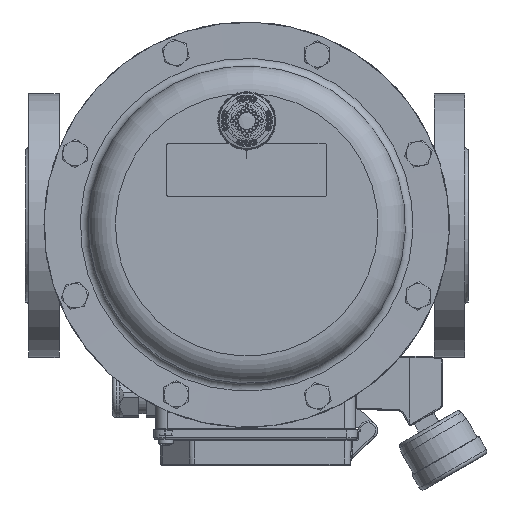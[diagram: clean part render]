
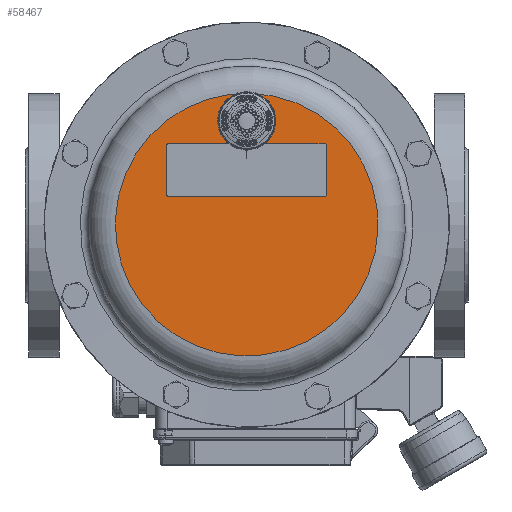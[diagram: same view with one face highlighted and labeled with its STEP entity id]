
A CAD part, top view. The second image highlights one B-rep face of the part: STEP entity #58467.
In plain terms, the highlighted planar face has unit normal (0, 0, 1).
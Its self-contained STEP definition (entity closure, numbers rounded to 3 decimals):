
#5148=LINE('',#99652,#8516);
#5152=LINE('',#99661,#8520);
#5155=LINE('',#99669,#8523);
#5158=LINE('',#99677,#8526);
#8516=VECTOR('',#70832,1000.);
#8520=VECTOR('',#70842,1000.);
#8523=VECTOR('',#70851,1000.);
#8526=VECTOR('',#70860,1000.);
#11370=FACE_BOUND('',#15976,.T.);
#11371=FACE_BOUND('',#15977,.T.);
#12495=FACE_OUTER_BOUND('',#15975,.T.);
#15975=EDGE_LOOP('',(#40619));
#15976=EDGE_LOOP('',(#40620,#40621,#40622,#40623,#40624,#40625,#40626,#40627));
#15977=EDGE_LOOP('',(#40628,#40629));
#19182=CIRCLE('',#61920,10.35);
#19254=CIRCLE('',#62020,69.65);
#19527=CIRCLE('',#62647,1.);
#19528=CIRCLE('',#62650,1.);
#19529=CIRCLE('',#62653,1.);
#19530=CIRCLE('',#62656,1.);
#19531=CIRCLE('',#62706,10.35);
#22501=VERTEX_POINT('',#95803);
#22502=VERTEX_POINT('',#95804);
#22590=VERTEX_POINT('',#96394);
#23148=VERTEX_POINT('',#99650);
#23149=VERTEX_POINT('',#99651);
#23150=VERTEX_POINT('',#99656);
#23151=VERTEX_POINT('',#99660);
#23152=VERTEX_POINT('',#99664);
#23153=VERTEX_POINT('',#99668);
#23154=VERTEX_POINT('',#99672);
#23155=VERTEX_POINT('',#99676);
#28397=EDGE_CURVE('',#22501,#22502,#19182,.T.);
#28517=EDGE_CURVE('',#22590,#22590,#19254,.T.);
#29410=EDGE_CURVE('',#23148,#23149,#5148,.T.);
#29413=EDGE_CURVE('',#23149,#23150,#19527,.T.);
#29415=EDGE_CURVE('',#23150,#23151,#5152,.T.);
#29417=EDGE_CURVE('',#23151,#23152,#19528,.T.);
#29419=EDGE_CURVE('',#23152,#23153,#5155,.T.);
#29421=EDGE_CURVE('',#23153,#23154,#19529,.T.);
#29423=EDGE_CURVE('',#23154,#23155,#5158,.T.);
#29425=EDGE_CURVE('',#23155,#23148,#19530,.T.);
#29498=EDGE_CURVE('',#22502,#22501,#19531,.T.);
#40619=ORIENTED_EDGE('',*,*,#28517,.F.);
#40620=ORIENTED_EDGE('',*,*,#29425,.F.);
#40621=ORIENTED_EDGE('',*,*,#29423,.F.);
#40622=ORIENTED_EDGE('',*,*,#29421,.F.);
#40623=ORIENTED_EDGE('',*,*,#29419,.F.);
#40624=ORIENTED_EDGE('',*,*,#29417,.F.);
#40625=ORIENTED_EDGE('',*,*,#29415,.F.);
#40626=ORIENTED_EDGE('',*,*,#29413,.F.);
#40627=ORIENTED_EDGE('',*,*,#29410,.F.);
#40628=ORIENTED_EDGE('',*,*,#29498,.T.);
#40629=ORIENTED_EDGE('',*,*,#28397,.T.);
#53210=PLANE('',#62705);
#58467=ADVANCED_FACE('',(#12495,#11370,#11371),#53210,.F.);
#61920=AXIS2_PLACEMENT_3D('',#95805,#69101,#69102);
#62020=AXIS2_PLACEMENT_3D('',#96396,#69328,#69329);
#62647=AXIS2_PLACEMENT_3D('',#99657,#70837,#70838);
#62650=AXIS2_PLACEMENT_3D('',#99665,#70846,#70847);
#62653=AXIS2_PLACEMENT_3D('',#99673,#70855,#70856);
#62656=AXIS2_PLACEMENT_3D('',#99680,#70864,#70865);
#62705=AXIS2_PLACEMENT_3D('',#99825,#71034,#71035);
#62706=AXIS2_PLACEMENT_3D('',#99826,#71036,#71037);
#69101=DIRECTION('center_axis',(0.,0.,
-1.));
#69102=DIRECTION('ref_axis',(-0.924,0.383,0.));
#69328=DIRECTION('center_axis',(0.,0.,
-1.));
#69329=DIRECTION('ref_axis',(-0.924,0.383,0.));
#70832=DIRECTION('',(0.001,1.,0.));
#70837=DIRECTION('center_axis',(0.,0.,
1.));
#70838=DIRECTION('ref_axis',(-0.001,-1.,0.));
#70842=DIRECTION('',(-1.,0.001,0.));
#70846=DIRECTION('center_axis',(0.,0.,
1.));
#70847=DIRECTION('ref_axis',(-0.001,-1.,0.));
#70851=DIRECTION('',(-0.001,-1.,0.));
#70855=DIRECTION('center_axis',(0.,0.,
1.));
#70856=DIRECTION('ref_axis',(-0.001,-1.,0.));
#70860=DIRECTION('',(1.,-0.001,0.));
#70864=DIRECTION('center_axis',(0.,0.,
1.));
#70865=DIRECTION('ref_axis',(-0.001,-1.,0.));
#71034=DIRECTION('center_axis',(0.,0.,
-1.));
#71035=DIRECTION('ref_axis',(-0.924,0.383,0.));
#71036=DIRECTION('center_axis',(0.,0.,
-1.));
#71037=DIRECTION('ref_axis',(-0.924,0.383,0.));
#95803=CARTESIAN_POINT('',(0.047,65.35,301.));
#95804=CARTESIAN_POINT('',(0.032,44.65,301.));
#95805=CARTESIAN_POINT('Origin',(0.04,55.,301.));
#96394=CARTESIAN_POINT('',(64.329,-26.7,301.));
#96396=CARTESIAN_POINT('Origin',(0.,0.,
301.));
#99650=CARTESIAN_POINT('',(42.512,15.969,301.));
#99651=CARTESIAN_POINT('',(42.53,41.969,301.));
#99652=CARTESIAN_POINT('',(42.512,15.969,301.));
#99656=CARTESIAN_POINT('',(41.531,42.97,301.));
#99657=CARTESIAN_POINT('Origin',(41.53,41.97,301.));
#99660=CARTESIAN_POINT('',(-41.469,43.03,301.));
#99661=CARTESIAN_POINT('',(41.531,42.97,301.));
#99664=CARTESIAN_POINT('',(-42.47,42.031,301.));
#99665=CARTESIAN_POINT('Origin',(-41.47,42.03,301.));
#99668=CARTESIAN_POINT('',(-42.488,16.031,301.));
#99669=CARTESIAN_POINT('',(-42.488,16.031,301.));
#99672=CARTESIAN_POINT('',(-41.489,15.03,301.));
#99673=CARTESIAN_POINT('Origin',(-41.488,16.03,301.));
#99676=CARTESIAN_POINT('',(41.511,14.97,301.));
#99677=CARTESIAN_POINT('',(41.511,14.97,301.));
#99680=CARTESIAN_POINT('Origin',(41.512,15.97,301.));
#99825=CARTESIAN_POINT('Origin',(0.,0.,
301.));
#99826=CARTESIAN_POINT('Origin',(0.04,55.,301.));
